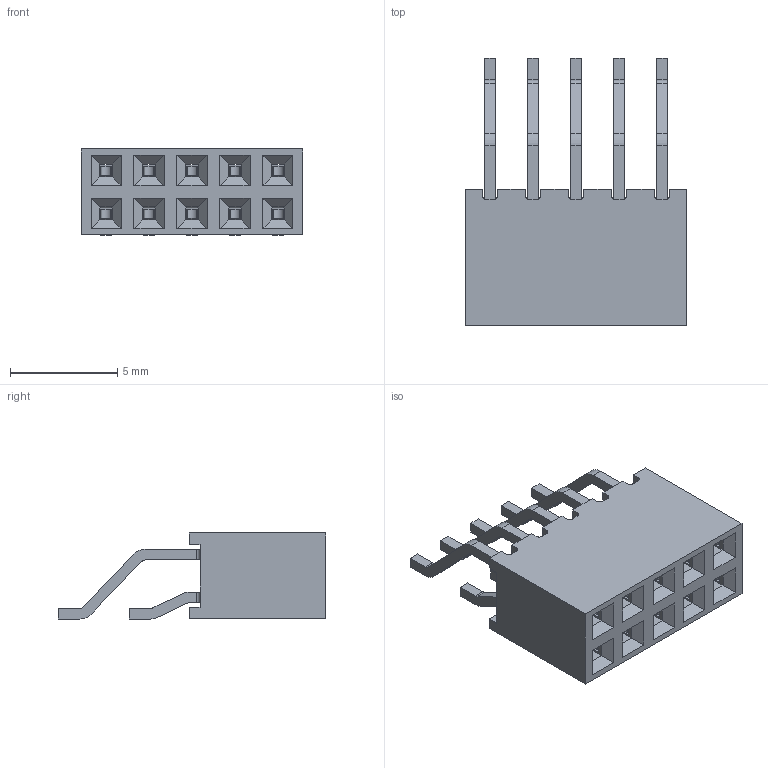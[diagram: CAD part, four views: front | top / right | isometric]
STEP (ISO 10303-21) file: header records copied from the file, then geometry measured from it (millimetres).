
FILE_DESCRIPTION(/* description */ ('Unknown'),/* implementation_level */ '2;1');
FILE_NAME(/* name */ '621110284621',/* time_stamp */ '2017-04-20T10:41:13+02:00',/* author */ ('Unknown'),/* organization */ ('Unknown'),/* preprocessor_version */ 'ST-DEVELOPER v16.7',/* originating_system */ 'DEX',/* authorisation */ $);
FILE_SCHEMA (('AUTOMOTIVE_DESIGN {1 0 10303 214 3 1 1}'));
Length unit declared in the file: millimetre
Products named in the file (4): 6211xx284621; 621110284621; 6211xx284621_PIN COURTE; 6211xx284621_PIN LONGUE
Assembly tree (11 placements, depth 2):
  6211xx284621
    621110284621
    6211xx284621_PIN COURTE  x5
    6211xx284621_PIN LONGUE  x5
Bounding box: 10.3 x 12.45 x 4 mm (x, y, z)
Volume: 233.3 mm3; surface area: 795.7 mm2
Topology: 11 solids, 11 shells, 1020 faces, 2904 edges, 1896 vertices
Faces by surface type: plane 730, cylinder 290
Entity records: 15086 total; most frequent: CARTESIAN_POINT 2648, ORIENTED_EDGE 2640, DIRECTION 2452, EDGE_CURVE 1320, LINE 1164, VECTOR 1164, VERTEX_POINT 840, AXIS2_PLACEMENT_3D 644
